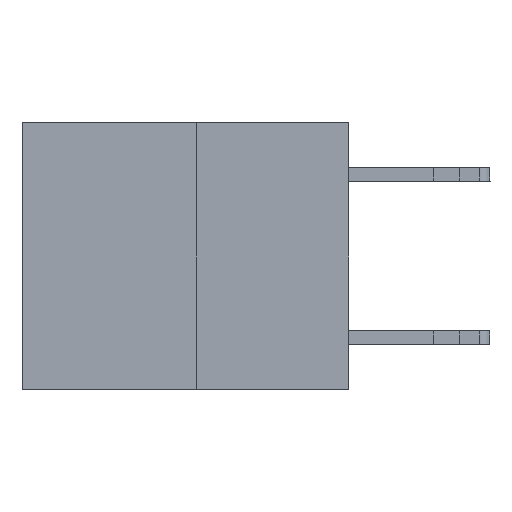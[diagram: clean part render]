
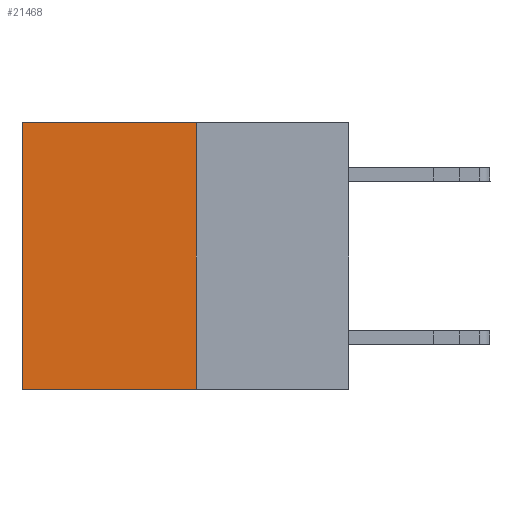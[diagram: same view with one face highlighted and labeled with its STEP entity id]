
A CAD part, left-side view. The second image highlights one B-rep face of the part: STEP entity #21468.
In plain terms, the highlighted planar face has unit normal (-1, 0, 0).
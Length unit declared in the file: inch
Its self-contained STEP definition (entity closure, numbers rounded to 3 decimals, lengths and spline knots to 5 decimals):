
#287 = ORIENTED_EDGE ( 'NONE', *, *, #3644, .F. ) ;
#1716 = LINE ( 'NONE', #18917, #8777 ) ;
#1743 = ORIENTED_EDGE ( 'NONE', *, *, #6391, .T. ) ;
#3644 = EDGE_CURVE ( 'NONE', #14500, #3758, #9680, .T. ) ;
#3758 = VERTEX_POINT ( 'NONE', #25746 ) ;
#5473 = CARTESIAN_POINT ( 'NONE',  ( 0.3165, 0.28, -0.49 ) ) ;
#5801 = CARTESIAN_POINT ( 'NONE',  ( 0.3165, 0.28, 0. ) ) ;
#6391 = EDGE_CURVE ( 'NONE', #14500, #21109, #28070, .T. ) ;
#7082 = DIRECTION ( 'NONE',  ( 0., 0., -1. ) ) ;
#8257 = CARTESIAN_POINT ( 'NONE',  ( 0.3165, 0.6, 0. ) ) ;
#8777 = VECTOR ( 'NONE', #21217, 39.37008 ) ;
#9178 = CARTESIAN_POINT ( 'NONE',  ( 0.3165, 0.28, -0.49 ) ) ;
#9680 = LINE ( 'NONE', #9178, #10406 ) ;
#9706 = CARTESIAN_POINT ( 'NONE',  ( 0.3165, 0.28, 0. ) ) ;
#9745 = AXIS2_PLACEMENT_3D ( 'NONE', #5473, #23902, #10028 ) ;
#9922 = PLANE ( 'NONE',  #9745 ) ;
#10028 = DIRECTION ( 'NONE',  ( 0., 0., -1. ) ) ;
#10406 = VECTOR ( 'NONE', #7082, 39.37008 ) ;
#10945 = CARTESIAN_POINT ( 'NONE',  ( 0.3165, 0.6, -0.49 ) ) ;
#12819 = VERTEX_POINT ( 'NONE', #10945 ) ;
#13429 = DIRECTION ( 'NONE',  ( 0., 0., -1. ) ) ;
#14500 = VERTEX_POINT ( 'NONE', #9706 ) ;
#15006 = EDGE_CURVE ( 'NONE', #3758, #12819, #1716, .T. ) ;
#17943 = ORIENTED_EDGE ( 'NONE', *, *, #29352, .T. ) ;
#18564 = VECTOR ( 'NONE', #13429, 39.37008 ) ;
#18917 = CARTESIAN_POINT ( 'NONE',  ( 0.3165, 0.28, -0.49 ) ) ;
#21109 = VERTEX_POINT ( 'NONE', #8257 ) ;
#21217 = DIRECTION ( 'NONE',  ( 0., 1., 0. ) ) ;
#21258 = EDGE_LOOP ( 'NONE', ( #17943, #24584, #287, #1743 ) ) ;
#21468 = ADVANCED_FACE ( 'NONE', ( #26351 ), #9922, .F. ) ;
#23902 = DIRECTION ( 'NONE',  ( 1., 0., 0. ) ) ;
#24584 = ORIENTED_EDGE ( 'NONE', *, *, #15006, .F. ) ;
#25047 = LINE ( 'NONE', #25210, #18564 ) ;
#25210 = CARTESIAN_POINT ( 'NONE',  ( 0.3165, 0.6, -0.49 ) ) ;
#25746 = CARTESIAN_POINT ( 'NONE',  ( 0.3165, 0.28, -0.49 ) ) ;
#26288 = DIRECTION ( 'NONE',  ( 0., 1., 0. ) ) ;
#26351 = FACE_OUTER_BOUND ( 'NONE', #21258, .T. ) ;
#28070 = LINE ( 'NONE', #5801, #28418 ) ;
#28418 = VECTOR ( 'NONE', #26288, 39.37008 ) ;
#29352 = EDGE_CURVE ( 'NONE', #21109, #12819, #25047, .T. ) ;
